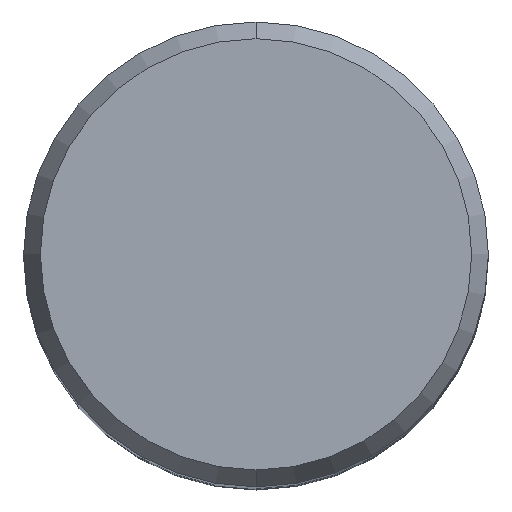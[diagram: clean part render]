
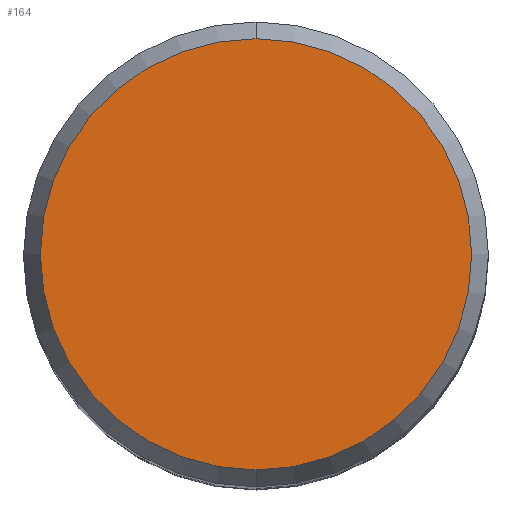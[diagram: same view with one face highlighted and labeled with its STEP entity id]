
A CAD part, top view. The second image highlights one B-rep face of the part: STEP entity #164.
In plain terms, the highlighted planar face has unit normal (0, 0, 1).
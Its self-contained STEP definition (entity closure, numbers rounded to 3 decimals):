
#86=VERTEX_POINT('',#207);
#146=EDGE_CURVE('',#180,#86,#275,.T.);
#164=ADVANCED_FACE('',(#296),#297,.T.);
#174=EDGE_CURVE('',#86,#180,#307,.T.);
#180=VERTEX_POINT('',#314);
#207=CARTESIAN_POINT('',(0.,-8.837,0.01));
#275=CIRCLE('',#420,8.837);
#296=FACE_OUTER_BOUND('',#443,.T.);
#297=PLANE('',#444);
#307=CIRCLE('',#460,8.837);
#314=CARTESIAN_POINT('',(0.0,8.837,0.01));
#420=AXIS2_PLACEMENT_3D('',#557,#558,#559);
#443=EDGE_LOOP('',(#589,#590));
#444=AXIS2_PLACEMENT_3D('',#591,#592,#593);
#460=AXIS2_PLACEMENT_3D('',#599,#600,#601);
#557=CARTESIAN_POINT('',(0.0,0.0,0.01));
#558=DIRECTION('',(0.0,0.0,-1.0));
#559=DIRECTION('',(0.0,1.0,0.0));
#589=ORIENTED_EDGE('',*,*,#146,.F.);
#590=ORIENTED_EDGE('',*,*,#174,.F.);
#591=CARTESIAN_POINT('',(0.0,4.419,0.01));
#592=DIRECTION('',(-0.0,0.0,1.0));
#593=DIRECTION('',(0.0,-1.0,0.0));
#599=CARTESIAN_POINT('',(0.0,0.0,0.01));
#600=DIRECTION('',(0.0,0.0,-1.0));
#601=DIRECTION('',(0.0,1.0,0.0));
